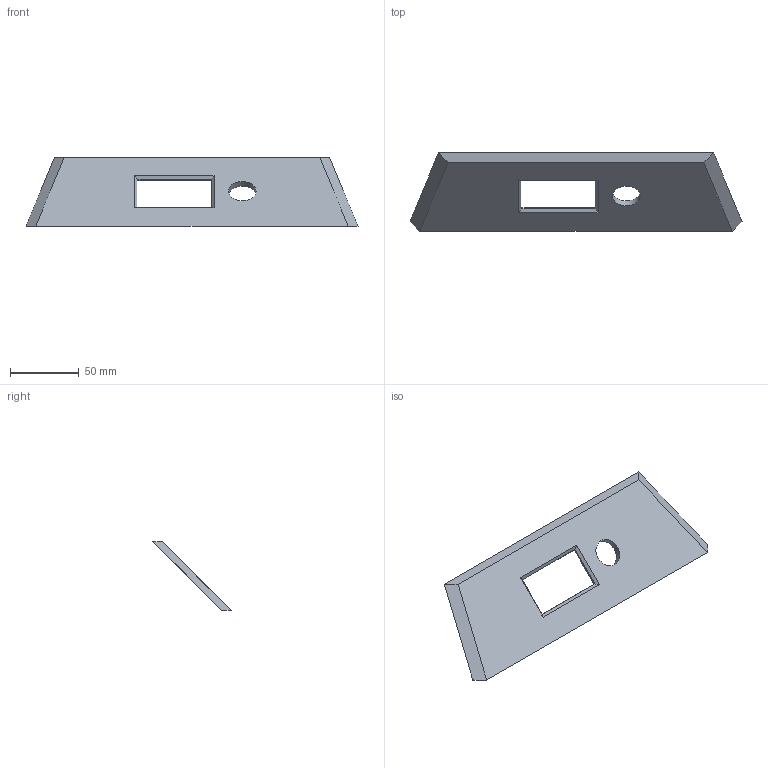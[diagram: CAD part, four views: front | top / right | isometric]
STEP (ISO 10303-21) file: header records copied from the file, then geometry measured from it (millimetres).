
FILE_DESCRIPTION(('FreeCAD Model'),'2;1');
FILE_NAME('Open CASCADE Shape Model','2025-10-31T14:40:42',( 'Benjamin W.'),('Chronic Mechatronic'), 'Open CASCADE STEP processor 7.8','FreeCAD','Unknown');
FILE_SCHEMA(('AUTOMOTIVE_DESIGN { 1 0 10303 214 1 1 1 1 }'));
Length unit declared in the file: millimetre
Products named in the file (1): control panel
Bounding box: 241.42 x 57.07 x 50 mm (x, y, z)
Volume: 63432.5 mm3; surface area: 31995.6 mm2
Topology: 1 solids, 1 shells, 22 faces, 50 edges, 32 vertices
Faces by surface type: plane 20, cylinder 2
Full cylindrical faces by diameter (mm): 10 x1, 20 x1
Entity records: 636 total; most frequent: CARTESIAN_POINT 105, DIRECTION 100, ORIENTED_EDGE 100, EDGE_CURVE 50, LINE 46, VECTOR 46, VERTEX_POINT 32, FACE_BOUND 28
